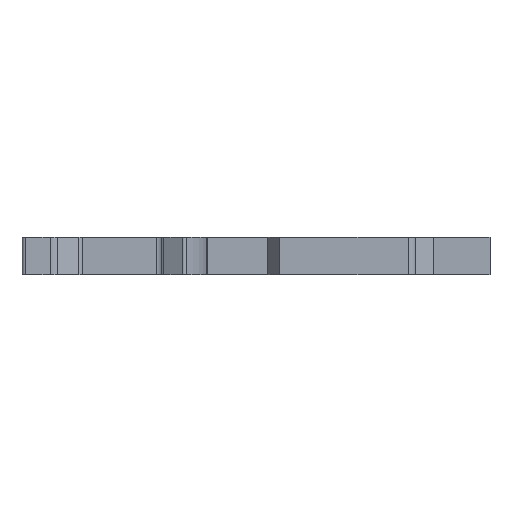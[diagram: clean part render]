
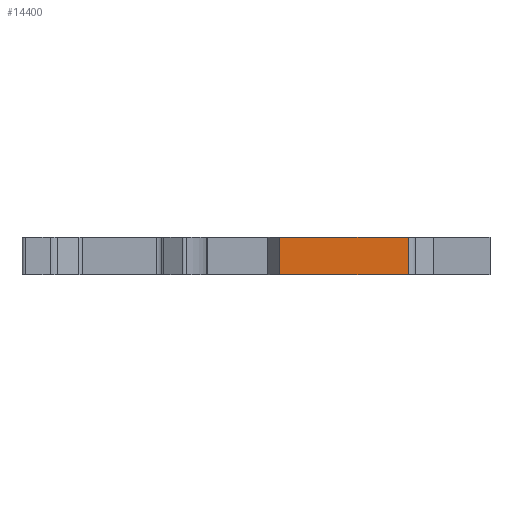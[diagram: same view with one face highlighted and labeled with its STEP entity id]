
A CAD part, front view. The second image highlights one B-rep face of the part: STEP entity #14400.
In plain terms, the highlighted planar face has unit normal (0, -1, 0).
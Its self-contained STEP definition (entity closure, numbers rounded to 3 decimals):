
#32 = PLANE('',#33);
#33 = AXIS2_PLACEMENT_3D('',#34,#35,#36);
#34 = CARTESIAN_POINT('',(0.,43.25,5.08));
#35 = DIRECTION('',(0.,0.,1.));
#36 = DIRECTION('',(1.,0.,0.));
#197 = VERTEX_POINT('',#198);
#198 = CARTESIAN_POINT('',(11.26,-2.25,5.08));
#213 = CYLINDRICAL_SURFACE('',#214,1.);
#214 = AXIS2_PLACEMENT_3D('',#215,#216,#217);
#215 = CARTESIAN_POINT('',(11.26,-1.25,5.08));
#216 = DIRECTION('',(0.,0.,1.));
#217 = DIRECTION('',(1.,0.,0.));
#225 = EDGE_CURVE('',#226,#197,#228,.T.);
#226 = VERTEX_POINT('',#227);
#227 = CARTESIAN_POINT('',(-5.95,-2.25,5.08));
#228 = SURFACE_CURVE('',#229,(#233,#240),.PCURVE_S1.);
#229 = LINE('',#230,#231);
#230 = CARTESIAN_POINT('',(-5.95,-2.25,5.08));
#231 = VECTOR('',#232,1.);
#232 = DIRECTION('',(1.,0.,0.));
#233 = PCURVE('',#32,#234);
#234 = DEFINITIONAL_REPRESENTATION('',(#235),#239);
#235 = LINE('',#236,#237);
#236 = CARTESIAN_POINT('',(-5.95,-45.5));
#237 = VECTOR('',#238,1.);
#238 = DIRECTION('',(1.,0.));
#239 = ( GEOMETRIC_REPRESENTATION_CONTEXT(2) 
PARAMETRIC_REPRESENTATION_CONTEXT() REPRESENTATION_CONTEXT('2D SPACE',''
  ) );
#240 = PCURVE('',#241,#246);
#241 = PLANE('',#242);
#242 = AXIS2_PLACEMENT_3D('',#243,#244,#245);
#243 = CARTESIAN_POINT('',(-40.55,-2.25,5.08));
#244 = DIRECTION('',(0.,-1.,0.));
#245 = DIRECTION('',(1.,0.,0.));
#246 = DEFINITIONAL_REPRESENTATION('',(#247),#251);
#247 = LINE('',#248,#249);
#248 = CARTESIAN_POINT('',(34.6,0.));
#249 = VECTOR('',#250,1.);
#250 = DIRECTION('',(1.,0.));
#251 = ( GEOMETRIC_REPRESENTATION_CONTEXT(2) 
PARAMETRIC_REPRESENTATION_CONTEXT() REPRESENTATION_CONTEXT('2D SPACE',''
  ) );
#269 = PLANE('',#270);
#270 = AXIS2_PLACEMENT_3D('',#271,#272,#273);
#271 = CARTESIAN_POINT('',(-5.95,-2.25,5.08));
#272 = DIRECTION('',(0.971,0.238,0.));
#273 = DIRECTION('',(-0.238,0.971,0.)
  );
#12095 = PLANE('',#12096);
#12096 = AXIS2_PLACEMENT_3D('',#12097,#12098,#12099);
#12097 = CARTESIAN_POINT('',(0.,43.25,0.));
#12098 = DIRECTION('',(0.,0.,1.));
#12099 = DIRECTION('',(1.,0.,0.));
#13648 = VERTEX_POINT('',#13649);
#13649 = CARTESIAN_POINT('',(-5.95,-2.25,0.));
#13670 = EDGE_CURVE('',#13648,#13671,#13673,.T.);
#13671 = VERTEX_POINT('',#13672);
#13672 = CARTESIAN_POINT('',(11.26,-2.25,0.));
#13673 = SURFACE_CURVE('',#13674,(#13678,#13685),.PCURVE_S1.);
#13674 = LINE('',#13675,#13676);
#13675 = CARTESIAN_POINT('',(-5.95,-2.25,0.));
#13676 = VECTOR('',#13677,1.);
#13677 = DIRECTION('',(1.,0.,0.));
#13678 = PCURVE('',#12095,#13679);
#13679 = DEFINITIONAL_REPRESENTATION('',(#13680),#13684);
#13680 = LINE('',#13681,#13682);
#13681 = CARTESIAN_POINT('',(-5.95,-45.5));
#13682 = VECTOR('',#13683,1.);
#13683 = DIRECTION('',(1.,0.));
#13684 = ( GEOMETRIC_REPRESENTATION_CONTEXT(2) 
PARAMETRIC_REPRESENTATION_CONTEXT() REPRESENTATION_CONTEXT('2D SPACE',''
  ) );
#13685 = PCURVE('',#241,#13686);
#13686 = DEFINITIONAL_REPRESENTATION('',(#13687),#13691);
#13687 = LINE('',#13688,#13689);
#13688 = CARTESIAN_POINT('',(34.6,-5.08));
#13689 = VECTOR('',#13690,1.);
#13690 = DIRECTION('',(1.,0.));
#13691 = ( GEOMETRIC_REPRESENTATION_CONTEXT(2) 
PARAMETRIC_REPRESENTATION_CONTEXT() REPRESENTATION_CONTEXT('2D SPACE',''
  ) );
#14377 = EDGE_CURVE('',#13671,#197,#14378,.T.);
#14378 = SURFACE_CURVE('',#14379,(#14383,#14390),.PCURVE_S1.);
#14379 = LINE('',#14380,#14381);
#14380 = CARTESIAN_POINT('',(11.26,-2.25,0.));
#14381 = VECTOR('',#14382,1.);
#14382 = DIRECTION('',(0.,0.,1.));
#14383 = PCURVE('',#213,#14384);
#14384 = DEFINITIONAL_REPRESENTATION('',(#14385),#14389);
#14385 = LINE('',#14386,#14387);
#14386 = CARTESIAN_POINT('',(4.712,-5.08));
#14387 = VECTOR('',#14388,1.);
#14388 = DIRECTION('',(0.,1.));
#14389 = ( GEOMETRIC_REPRESENTATION_CONTEXT(2) 
PARAMETRIC_REPRESENTATION_CONTEXT() REPRESENTATION_CONTEXT('2D SPACE',''
  ) );
#14390 = PCURVE('',#241,#14391);
#14391 = DEFINITIONAL_REPRESENTATION('',(#14392),#14396);
#14392 = LINE('',#14393,#14394);
#14393 = CARTESIAN_POINT('',(51.81,-5.08));
#14394 = VECTOR('',#14395,1.);
#14395 = DIRECTION('',(0.,1.));
#14396 = ( GEOMETRIC_REPRESENTATION_CONTEXT(2) 
PARAMETRIC_REPRESENTATION_CONTEXT() REPRESENTATION_CONTEXT('2D SPACE',''
  ) );
#14400 = ADVANCED_FACE('',(#14401),#241,.T.);
#14401 = FACE_BOUND('',#14402,.F.);
#14402 = EDGE_LOOP('',(#14403,#14404,#14405,#14426));
#14403 = ORIENTED_EDGE('',*,*,#14377,.F.);
#14404 = ORIENTED_EDGE('',*,*,#13670,.F.);
#14405 = ORIENTED_EDGE('',*,*,#14406,.T.);
#14406 = EDGE_CURVE('',#13648,#226,#14407,.T.);
#14407 = SURFACE_CURVE('',#14408,(#14412,#14419),.PCURVE_S1.);
#14408 = LINE('',#14409,#14410);
#14409 = CARTESIAN_POINT('',(-5.95,-2.25,0.));
#14410 = VECTOR('',#14411,1.);
#14411 = DIRECTION('',(0.,0.,1.));
#14412 = PCURVE('',#241,#14413);
#14413 = DEFINITIONAL_REPRESENTATION('',(#14414),#14418);
#14414 = LINE('',#14415,#14416);
#14415 = CARTESIAN_POINT('',(34.6,-5.08));
#14416 = VECTOR('',#14417,1.);
#14417 = DIRECTION('',(0.,1.));
#14418 = ( GEOMETRIC_REPRESENTATION_CONTEXT(2) 
PARAMETRIC_REPRESENTATION_CONTEXT() REPRESENTATION_CONTEXT('2D SPACE',''
  ) );
#14419 = PCURVE('',#269,#14420);
#14420 = DEFINITIONAL_REPRESENTATION('',(#14421),#14425);
#14421 = LINE('',#14422,#14423);
#14422 = CARTESIAN_POINT('',(0.,-5.08));
#14423 = VECTOR('',#14424,1.);
#14424 = DIRECTION('',(0.,1.));
#14425 = ( GEOMETRIC_REPRESENTATION_CONTEXT(2) 
PARAMETRIC_REPRESENTATION_CONTEXT() REPRESENTATION_CONTEXT('2D SPACE',''
  ) );
#14426 = ORIENTED_EDGE('',*,*,#225,.T.);
